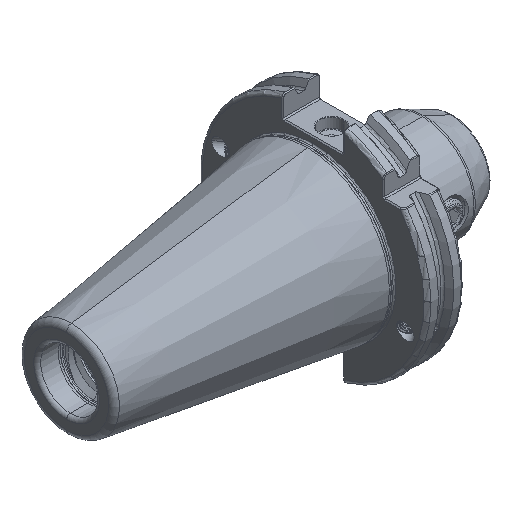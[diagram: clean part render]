
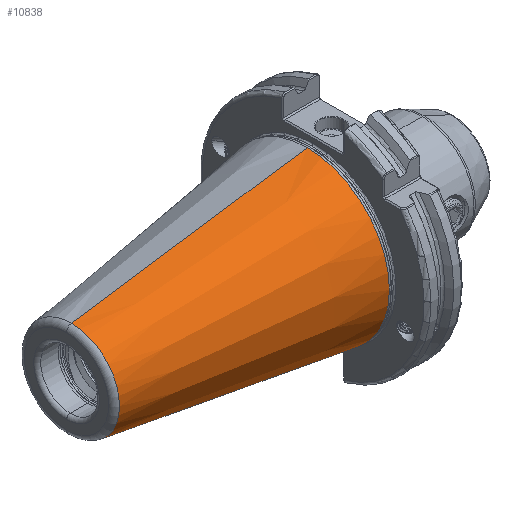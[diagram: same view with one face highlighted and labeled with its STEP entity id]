
A CAD part, isometric view. The second image highlights one B-rep face of the part: STEP entity #10838.
In plain terms, the highlighted conical face has half-angle 8.297 degrees and reference radius 35.392 mm.
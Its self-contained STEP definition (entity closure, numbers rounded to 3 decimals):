
#25 = AXIS2_PLACEMENT_3D ( 'NONE', #22136, #22100, #22095 ) ;
#81 = AXIS2_PLACEMENT_3D ( 'NONE', #12532, #12533, #12480 ) ;
#186 = AXIS2_PLACEMENT_3D ( 'NONE', #15419, #15404, #15418 ) ;
#334 = CARTESIAN_POINT ( 'NONE',  ( -2.5, -35.027, 0. ) ) ;
#469 = CARTESIAN_POINT ( 'NONE',  ( -2.5, 0., 35.027 ) ) ;
#893 = AXIS2_PLACEMENT_3D ( 'NONE', #12219, #12218, #12223 ) ;
#1061 = FACE_OUTER_BOUND ( 'NONE', #6234, .T. ) ;
#1078 = CONICAL_SURFACE ( 'NONE', #893, 35.392, 0.145 ) ;
#1262 = CIRCLE ( 'NONE', #25, 35.027 ) ;
#1477 = CIRCLE ( 'NONE', #81, 20.399 ) ;
#1583 = EDGE_CURVE ( 'NONE', #4272, #6569, #22627, .T. ) ;
#1585 = EDGE_CURVE ( 'NONE', #23330, #22984, #22645, .T. ) ;
#2022 = EDGE_CURVE ( 'NONE', #6573, #23330, #22494, .T. ) ;
#4272 = VERTEX_POINT ( 'NONE', #21971 ) ;
#4360 = EDGE_CURVE ( 'NONE', #22984, #6569, #1262, .T. ) ;
#4544 = EDGE_CURVE ( 'NONE', #6573, #4272, #1477, .T. ) ;
#6234 = EDGE_LOOP ( 'NONE', ( #6461, #6442, #6389, #6383, #6390 ) ) ;
#6383 = ORIENTED_EDGE ( 'NONE', *, *, #4360, .F. ) ;
#6389 = ORIENTED_EDGE ( 'NONE', *, *, #1583, .T. ) ;
#6390 = ORIENTED_EDGE ( 'NONE', *, *, #1585, .F. ) ;
#6442 = ORIENTED_EDGE ( 'NONE', *, *, #4544, .T. ) ;
#6461 = ORIENTED_EDGE ( 'NONE', *, *, #2022, .F. ) ;
#6569 = VERTEX_POINT ( 'NONE', #14714 ) ;
#6573 = VERTEX_POINT ( 'NONE', #14681 ) ;
#10838 = ADVANCED_FACE ( 'NONE', ( #1061 ), #1078, .T. ) ;
#12218 = DIRECTION ( 'NONE',  ( 1., 0., 0. ) ) ;
#12219 = CARTESIAN_POINT ( 'NONE',  ( 0., 0., 0. ) ) ;
#12223 = DIRECTION ( 'NONE',  ( 0., 0., -1. ) ) ;
#12480 = DIRECTION ( 'NONE',  ( 0., 0., 1. ) ) ;
#12532 = CARTESIAN_POINT ( 'NONE',  ( -102.811, 0., 0. ) ) ;
#12533 = DIRECTION ( 'NONE',  ( 1., 0., 0. ) ) ;
#14681 = CARTESIAN_POINT ( 'NONE',  ( -102.811, 0., 20.399 ) ) ;
#14714 = CARTESIAN_POINT ( 'NONE',  ( -2.5, 0., -35.027 ) ) ;
#15362 = CARTESIAN_POINT ( 'NONE',  ( 0., 0., -35.392 ) ) ;
#15371 = DIRECTION ( 'NONE',  ( 0.99, 0., -0.144 ) ) ;
#15404 = DIRECTION ( 'NONE',  ( 1., 0., 0. ) ) ;
#15418 = DIRECTION ( 'NONE',  ( 0., 1., 0. ) ) ;
#15419 = CARTESIAN_POINT ( 'NONE',  ( -2.5, 0., 0. ) ) ;
#21539 = DIRECTION ( 'NONE',  ( 0.99, 0., 0.144 ) ) ;
#21552 = CARTESIAN_POINT ( 'NONE',  ( 0., 0., 35.392 ) ) ;
#21971 = CARTESIAN_POINT ( 'NONE',  ( -102.811, 0., -20.399 ) ) ;
#22095 = DIRECTION ( 'NONE',  ( 0., 1., 0. ) ) ;
#22100 = DIRECTION ( 'NONE',  ( 1., 0., 0. ) ) ;
#22136 = CARTESIAN_POINT ( 'NONE',  ( -2.5, 0., 0. ) ) ;
#22494 = LINE ( 'NONE', #21552, #22505 ) ;
#22505 = VECTOR ( 'NONE', #21539, 1000. ) ;
#22627 = LINE ( 'NONE', #15362, #22631 ) ;
#22631 = VECTOR ( 'NONE', #15371, 1000. ) ;
#22645 = CIRCLE ( 'NONE', #186, 35.027 ) ;
#22984 = VERTEX_POINT ( 'NONE', #334 ) ;
#23330 = VERTEX_POINT ( 'NONE', #469 ) ;
